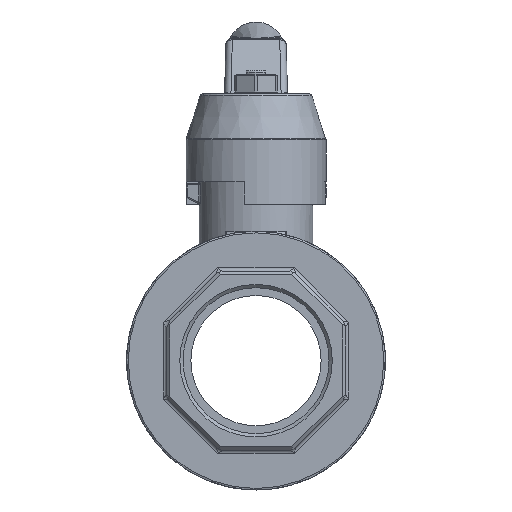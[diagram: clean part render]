
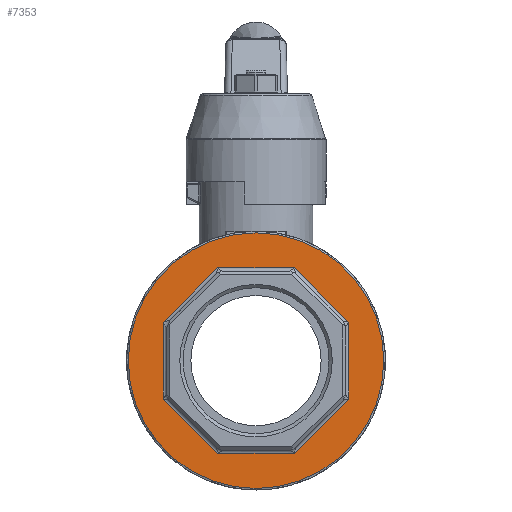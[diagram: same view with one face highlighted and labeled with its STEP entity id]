
A CAD part, front view. The second image highlights one B-rep face of the part: STEP entity #7353.
In plain terms, the highlighted planar face has unit normal (0, -1, 0).
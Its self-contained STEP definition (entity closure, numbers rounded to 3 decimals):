
#515=CIRCLE('',#7821,39.25);
#1285=ORIENTED_EDGE('',*,*,#2633,.T.);
#1286=ORIENTED_EDGE('',*,*,#2634,.T.);
#1287=ORIENTED_EDGE('',*,*,#2635,.T.);
#1288=ORIENTED_EDGE('',*,*,#2636,.T.);
#1289=ORIENTED_EDGE('',*,*,#2637,.T.);
#1290=ORIENTED_EDGE('',*,*,#2638,.T.);
#1291=ORIENTED_EDGE('',*,*,#2639,.T.);
#1292=ORIENTED_EDGE('',*,*,#2640,.T.);
#1293=ORIENTED_EDGE('',*,*,#2641,.T.);
#2633=EDGE_CURVE('',#3341,#3341,#515,.F.);
#2634=EDGE_CURVE('',#3342,#3343,#3754,.T.);
#2635=EDGE_CURVE('',#3343,#3344,#3755,.T.);
#2636=EDGE_CURVE('',#3344,#3345,#3756,.T.);
#2637=EDGE_CURVE('',#3345,#3346,#3757,.T.);
#2638=EDGE_CURVE('',#3346,#3347,#3758,.T.);
#2639=EDGE_CURVE('',#3347,#3348,#3759,.T.);
#2640=EDGE_CURVE('',#3348,#3349,#3760,.T.);
#2641=EDGE_CURVE('',#3349,#3342,#3761,.T.);
#3341=VERTEX_POINT('',#11263);
#3342=VERTEX_POINT('',#11265);
#3343=VERTEX_POINT('',#11266);
#3344=VERTEX_POINT('',#11268);
#3345=VERTEX_POINT('',#11270);
#3346=VERTEX_POINT('',#11272);
#3347=VERTEX_POINT('',#11274);
#3348=VERTEX_POINT('',#11276);
#3349=VERTEX_POINT('',#11278);
#3754=LINE('',#11264,#4186);
#3755=LINE('',#11267,#4187);
#3756=LINE('',#11269,#4188);
#3757=LINE('',#11271,#4189);
#3758=LINE('',#11273,#4190);
#3759=LINE('',#11275,#4191);
#3760=LINE('',#11277,#4192);
#3761=LINE('',#11279,#4193);
#4186=VECTOR('',#8798,1000.);
#4187=VECTOR('',#8799,1000.);
#4188=VECTOR('',#8800,1000.);
#4189=VECTOR('',#8801,1000.);
#4190=VECTOR('',#8802,1000.);
#4191=VECTOR('',#8803,1000.);
#4192=VECTOR('',#8804,1000.);
#4193=VECTOR('',#8805,1000.);
#4563=EDGE_LOOP('',(#1285));
#4564=EDGE_LOOP('',(#1286,#1287,#1288,#1289,#1290,#1291,#1292,#1293));
#4949=FACE_BOUND('',#4563,.T.);
#4950=FACE_BOUND('',#4564,.T.);
#5247=PLANE('',#7820);
#7353=ADVANCED_FACE('',(#4949,#4950),#5247,.F.);
#7820=AXIS2_PLACEMENT_3D('',#11261,#8794,#8795);
#7821=AXIS2_PLACEMENT_3D('',#11262,#8796,#8797);
#8794=DIRECTION('',(0.,1.,0.));
#8795=DIRECTION('',(0.,0.,1.));
#8796=DIRECTION('',(0.,1.,0.));
#8797=DIRECTION('',(0.,0.,1.));
#8798=DIRECTION('',(0.707,0.,-0.707));
#8799=DIRECTION('',(0.,0.,-1.));
#8800=DIRECTION('',(-0.707,0.,-0.707));
#8801=DIRECTION('',(-1.,0.,0.));
#8802=DIRECTION('',(-0.707,0.,0.707));
#8803=DIRECTION('',(0.,0.,1.));
#8804=DIRECTION('',(0.707,0.,0.707));
#8805=DIRECTION('',(1.,0.,0.));
#11261=CARTESIAN_POINT('',(0.,22.,0.));
#11262=CARTESIAN_POINT('',(0.,22.,0.));
#11263=CARTESIAN_POINT('',(0.,22.,39.25));
#11264=CARTESIAN_POINT('',(28.207,22.,12.098));
#11265=CARTESIAN_POINT('',(11.805,22.,28.5));
#11266=CARTESIAN_POINT('',(28.5,22.,11.805));
#11267=CARTESIAN_POINT('',(28.5,22.,-11.391));
#11268=CARTESIAN_POINT('',(28.5,22.,-11.805));
#11269=CARTESIAN_POINT('',(12.098,22.,-28.207));
#11270=CARTESIAN_POINT('',(11.805,22.,-28.5));
#11271=CARTESIAN_POINT('',(-11.391,22.,-28.5));
#11272=CARTESIAN_POINT('',(-11.805,22.,-28.5));
#11273=CARTESIAN_POINT('',(-28.207,22.,-12.098));
#11274=CARTESIAN_POINT('',(-28.5,22.,-11.805));
#11275=CARTESIAN_POINT('',(-28.5,22.,11.391));
#11276=CARTESIAN_POINT('',(-28.5,22.,11.805));
#11277=CARTESIAN_POINT('',(-12.098,22.,28.207));
#11278=CARTESIAN_POINT('',(-11.805,22.,28.5));
#11279=CARTESIAN_POINT('',(11.391,22.,28.5));
